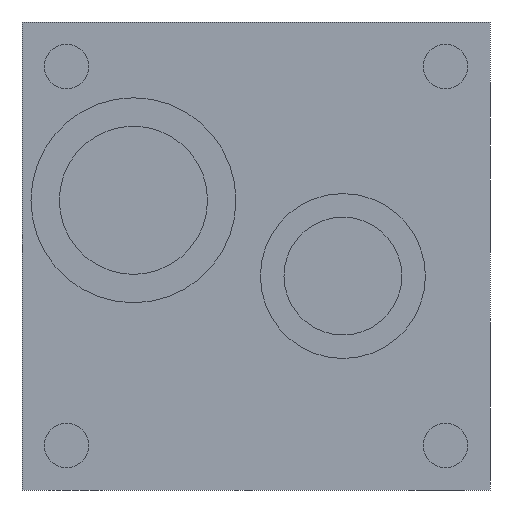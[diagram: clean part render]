
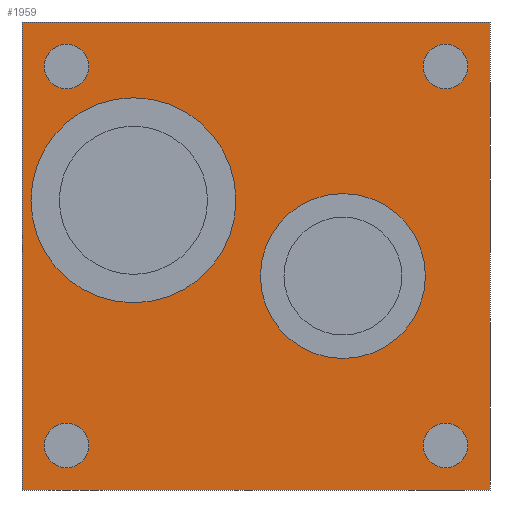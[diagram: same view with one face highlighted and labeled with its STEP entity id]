
A CAD part, front view. The second image highlights one B-rep face of the part: STEP entity #1959.
In plain terms, the highlighted planar face has unit normal (0, -1, 0).
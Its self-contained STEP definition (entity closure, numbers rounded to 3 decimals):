
#731 = VERTEX_POINT( '', #2134 );
#771 = EDGE_CURVE( '', #883, #1479, #2180, .T. );
#785 = VERTEX_POINT( '', #2195 );
#823 = VERTEX_POINT( '', #2235 );
#829 = VERTEX_POINT( '', #2241 );
#883 = VERTEX_POINT( '', #2302 );
#897 = EDGE_CURVE( '', #785, #949, #2316, .T. );
#923 = VERTEX_POINT( '', #2344 );
#933 = VERTEX_POINT( '', #2357 );
#949 = VERTEX_POINT( '', #2379 );
#997 = EDGE_CURVE( '', #731, #2051, #2432, .T. );
#1003 = VERTEX_POINT( '', #2438 );
#1009 = EDGE_CURVE( '', #1479, #883, #2445, .T. );
#1061 = VERTEX_POINT( '', #2501 );
#1131 = EDGE_CURVE( '', #933, #1293, #2580, .T. );
#1167 = EDGE_CURVE( '', #1293, #933, #2621, .T. );
#1191 = EDGE_CURVE( '', #2051, #731, #2649, .T. );
#1293 = VERTEX_POINT( '', #2783 );
#1403 = EDGE_CURVE( '', #1413, #1621, #2905, .T. );
#1413 = VERTEX_POINT( '', #2915 );
#1443 = EDGE_CURVE( '', #1061, #829, #2953, .T. );
#1479 = VERTEX_POINT( '', #2993 );
#1513 = EDGE_CURVE( '', #923, #1003, #3038, .T. );
#1621 = VERTEX_POINT( '', #3159 );
#1695 = EDGE_CURVE( '', #829, #1061, #3241, .T. );
#1745 = EDGE_CURVE( '', #1621, #1413, #3300, .T. );
#1769 = EDGE_CURVE( '', #823, #1815, #3327, .T. );
#1815 = VERTEX_POINT( '', #3382 );
#1861 = EDGE_CURVE( '', #1003, #923, #3437, .T. );
#1959 = ADVANCED_FACE( '', ( #3541, #3542, #3543, #3544, #3545, #3546, #3547 ), #3548, .F. );
#2051 = VERTEX_POINT( '', #3651 );
#2063 = EDGE_CURVE( '', #949, #1815, #3664, .T. );
#2067 = EDGE_CURVE( '', #823, #785, #3668, .T. );
#2134 = CARTESIAN_POINT( '', ( 375., 0., 140. ) );
#2180 = CIRCLE( '', #3799, 23. );
#2195 = CARTESIAN_POINT( '', ( 465., 0., 150. ) );
#2235 = CARTESIAN_POINT( '', ( 360., 0., 150. ) );
#2241 = CARTESIAN_POINT( '', ( 460., 0., 140. ) );
#2302 = CARTESIAN_POINT( '', ( 408., 0., 110. ) );
#2316 = LINE( '', #3971, #3972 );
#2344 = CARTESIAN_POINT( '', ( 413.5, 0., 93. ) );
#2357 = CARTESIAN_POINT( '', ( 450., 0., 55. ) );
#2379 = CARTESIAN_POINT( '', ( 465., 0., 45. ) );
#2432 = CIRCLE( '', #4122, 5. );
#2438 = CARTESIAN_POINT( '', ( 450.5, 0., 93. ) );
#2445 = CIRCLE( '', #4138, 23. );
#2501 = CARTESIAN_POINT( '', ( 450., 0., 140. ) );
#2580 = CIRCLE( '', #4318, 5. );
#2621 = CIRCLE( '', #4370, 5. );
#2649 = CIRCLE( '', #4405, 5. );
#2783 = CARTESIAN_POINT( '', ( 460., 0., 55. ) );
#2905 = CIRCLE( '', #4716, 5. );
#2915 = CARTESIAN_POINT( '', ( 375., 0., 55. ) );
#2953 = CIRCLE( '', #4776, 5. );
#2993 = CARTESIAN_POINT( '', ( 362., 0., 110. ) );
#3038 = CIRCLE( '', #4872, 18.5 );
#3159 = CARTESIAN_POINT( '', ( 365., 0., 55. ) );
#3241 = CIRCLE( '', #5144, 5. );
#3300 = CIRCLE( '', #5216, 5. );
#3327 = LINE( '', #5248, #5249 );
#3382 = CARTESIAN_POINT( '', ( 360., 0., 45. ) );
#3437 = CIRCLE( '', #5387, 18.5 );
#3541 = FACE_BOUND( '', #5528, .T. );
#3542 = FACE_BOUND( '', #5529, .T. );
#3543 = FACE_BOUND( '', #5530, .T. );
#3544 = FACE_BOUND( '', #5531, .T. );
#3545 = FACE_BOUND( '', #5532, .T. );
#3546 = FACE_BOUND( '', #5533, .T. );
#3547 = FACE_OUTER_BOUND( '', #5534, .T. );
#3548 = PLANE( '', #5535 );
#3651 = CARTESIAN_POINT( '', ( 365., 0., 140. ) );
#3664 = LINE( '', #5684, #5685 );
#3668 = LINE( '', #5690, #5691 );
#3799 = AXIS2_PLACEMENT_3D( '', #5817, #5818, #5819 );
#3971 = CARTESIAN_POINT( '', ( 465., 0., 97.5 ) );
#3972 = VECTOR( '', #5961, 1. );
#4122 = AXIS2_PLACEMENT_3D( '', #6103, #6104, #6105 );
#4138 = AXIS2_PLACEMENT_3D( '', #6120, #6121, #6122 );
#4318 = AXIS2_PLACEMENT_3D( '', #6295, #6296, #6297 );
#4370 = AXIS2_PLACEMENT_3D( '', #6352, #6353, #6354 );
#4405 = AXIS2_PLACEMENT_3D( '', #6396, #6397, #6398 );
#4716 = AXIS2_PLACEMENT_3D( '', #6722, #6723, #6724 );
#4776 = AXIS2_PLACEMENT_3D( '', #6791, #6792, #6793 );
#4872 = AXIS2_PLACEMENT_3D( '', #6911, #6912, #6913 );
#5144 = AXIS2_PLACEMENT_3D( '', #7147, #7148, #7149 );
#5216 = AXIS2_PLACEMENT_3D( '', #7234, #7235, #7236 );
#5248 = CARTESIAN_POINT( '', ( 360., 0., 97.5 ) );
#5249 = VECTOR( '', #7266, 1. );
#5387 = AXIS2_PLACEMENT_3D( '', #7417, #7418, #7419 );
#5528 = EDGE_LOOP( '', ( #7521, #7522 ) );
#5529 = EDGE_LOOP( '', ( #7523, #7524 ) );
#5530 = EDGE_LOOP( '', ( #7525, #7526 ) );
#5531 = EDGE_LOOP( '', ( #7527, #7528 ) );
#5532 = EDGE_LOOP( '', ( #7529, #7530 ) );
#5533 = EDGE_LOOP( '', ( #7531, #7532 ) );
#5534 = EDGE_LOOP( '', ( #7533, #7534, #7535, #7536 ) );
#5535 = AXIS2_PLACEMENT_3D( '', #7537, #7538, #7539 );
#5684 = CARTESIAN_POINT( '', ( 412.5, 0., 45. ) );
#5685 = VECTOR( '', #7675, 1. );
#5690 = CARTESIAN_POINT( '', ( 412.5, 0., 150. ) );
#5691 = VECTOR( '', #7676, 1. );
#5817 = CARTESIAN_POINT( '', ( 385., 0., 110. ) );
#5818 = DIRECTION( '', ( 0., 1., 0. ) );
#5819 = DIRECTION( '', ( 1., 0., 0. ) );
#5961 = DIRECTION( '', ( 0., 0., -1. ) );
#6103 = CARTESIAN_POINT( '', ( 370., 0., 140. ) );
#6104 = DIRECTION( '', ( 0., 1., 0. ) );
#6105 = DIRECTION( '', ( 1., 0., 0. ) );
#6120 = CARTESIAN_POINT( '', ( 385., 0., 110. ) );
#6121 = DIRECTION( '', ( 0., 1., 0. ) );
#6122 = DIRECTION( '', ( 1., 0., 0. ) );
#6295 = CARTESIAN_POINT( '', ( 455., 0., 55. ) );
#6296 = DIRECTION( '', ( 0., 1., 0. ) );
#6297 = DIRECTION( '', ( 1., 0., 0. ) );
#6352 = CARTESIAN_POINT( '', ( 455., 0., 55. ) );
#6353 = DIRECTION( '', ( 0., 1., 0. ) );
#6354 = DIRECTION( '', ( 1., 0., 0. ) );
#6396 = CARTESIAN_POINT( '', ( 370., 0., 140. ) );
#6397 = DIRECTION( '', ( 0., 1., 0. ) );
#6398 = DIRECTION( '', ( 1., 0., 0. ) );
#6722 = CARTESIAN_POINT( '', ( 370., 0., 55. ) );
#6723 = DIRECTION( '', ( 0., 1., 0. ) );
#6724 = DIRECTION( '', ( 1., 0., 0. ) );
#6791 = CARTESIAN_POINT( '', ( 455., 0., 140. ) );
#6792 = DIRECTION( '', ( 0., 1., 0. ) );
#6793 = DIRECTION( '', ( 1., 0., 0. ) );
#6911 = CARTESIAN_POINT( '', ( 432., 0., 93. ) );
#6912 = DIRECTION( '', ( 0., 1., 0. ) );
#6913 = DIRECTION( '', ( 1., 0., 0. ) );
#7147 = CARTESIAN_POINT( '', ( 455., 0., 140. ) );
#7148 = DIRECTION( '', ( 0., 1., 0. ) );
#7149 = DIRECTION( '', ( 1., 0., 0. ) );
#7234 = CARTESIAN_POINT( '', ( 370., 0., 55. ) );
#7235 = DIRECTION( '', ( 0., 1., 0. ) );
#7236 = DIRECTION( '', ( 1., 0., 0. ) );
#7266 = DIRECTION( '', ( 0., 0., -1. ) );
#7417 = CARTESIAN_POINT( '', ( 432., 0., 93. ) );
#7418 = DIRECTION( '', ( 0., 1., 0. ) );
#7419 = DIRECTION( '', ( 1., 0., 0. ) );
#7521 = ORIENTED_EDGE( '', *, *, #1695, .T. );
#7522 = ORIENTED_EDGE( '', *, *, #1443, .T. );
#7523 = ORIENTED_EDGE( '', *, *, #1167, .T. );
#7524 = ORIENTED_EDGE( '', *, *, #1131, .T. );
#7525 = ORIENTED_EDGE( '', *, *, #771, .T. );
#7526 = ORIENTED_EDGE( '', *, *, #1009, .T. );
#7527 = ORIENTED_EDGE( '', *, *, #1861, .T. );
#7528 = ORIENTED_EDGE( '', *, *, #1513, .T. );
#7529 = ORIENTED_EDGE( '', *, *, #1403, .T. );
#7530 = ORIENTED_EDGE( '', *, *, #1745, .T. );
#7531 = ORIENTED_EDGE( '', *, *, #997, .T. );
#7532 = ORIENTED_EDGE( '', *, *, #1191, .T. );
#7533 = ORIENTED_EDGE( '', *, *, #1769, .T. );
#7534 = ORIENTED_EDGE( '', *, *, #2063, .F. );
#7535 = ORIENTED_EDGE( '', *, *, #897, .F. );
#7536 = ORIENTED_EDGE( '', *, *, #2067, .F. );
#7537 = CARTESIAN_POINT( '', ( 412.5, 0., 97.5 ) );
#7538 = DIRECTION( '', ( 0., 1., 0. ) );
#7539 = DIRECTION( '', ( 0., 0., 1. ) );
#7675 = DIRECTION( '', ( -1., 0., 0. ) );
#7676 = DIRECTION( '', ( 1., 0., 0. ) );
